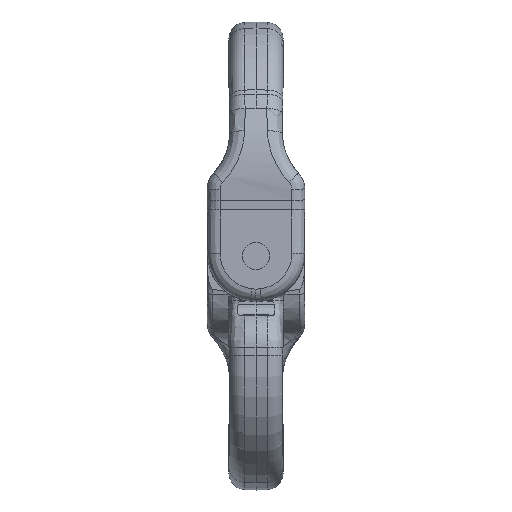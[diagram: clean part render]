
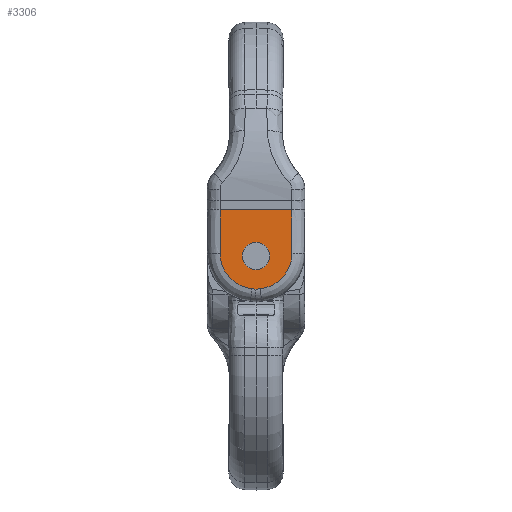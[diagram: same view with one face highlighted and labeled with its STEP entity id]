
A CAD part, left-side view. The second image highlights one B-rep face of the part: STEP entity #3306.
In plain terms, the highlighted planar face has unit normal (-1, 0, 0).
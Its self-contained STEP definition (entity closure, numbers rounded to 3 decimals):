
#648=FACE_BOUND('',#5146,.T.);
#649=FACE_BOUND('',#5147,.T.);
#808=PLANE('',#14327);
#1419=B_SPLINE_CURVE_WITH_KNOTS('',3,(#29511,#29512,#29513,#29514,#29515,
#29516),.UNSPECIFIED.,.F.,.F.,(4,2,4),(0.,0.5,1.),.UNSPECIFIED.);
#1420=B_SPLINE_CURVE_WITH_KNOTS('',3,(#29519,#29520,#29521,#29522),
 .UNSPECIFIED.,.F.,.F.,(4,4),(0.,1.),.UNSPECIFIED.);
#1421=B_SPLINE_CURVE_WITH_KNOTS('',3,(#29526,#29527,#29528,#29529),
 .UNSPECIFIED.,.F.,.F.,(4,4),(0.,1.),.UNSPECIFIED.);
#1422=B_SPLINE_CURVE_WITH_KNOTS('',3,(#29531,#29532,#29533,#29534,#29535,
#29536),.UNSPECIFIED.,.F.,.F.,(4,2,4),(0.,0.5,1.),.UNSPECIFIED.);
#1423=B_SPLINE_CURVE_WITH_KNOTS('',3,(#29538,#29539,#29540,#29541),
 .UNSPECIFIED.,.F.,.F.,(4,4),(0.,1.),.UNSPECIFIED.);
#1424=B_SPLINE_CURVE_WITH_KNOTS('',3,(#29543,#29544,#29545,#29546),
 .UNSPECIFIED.,.F.,.F.,(4,4),(0.,1.),.UNSPECIFIED.);
#2289=LINE('',#29524,#2681);
#2681=VECTOR('',#16226,1.);
#3306=ADVANCED_FACE('',(#648,#649),#808,.F.);
#5146=EDGE_LOOP('',(#7845));
#5147=EDGE_LOOP('',(#7846,#7847,#7848,#7849,#7850,#7851,#7852));
#7845=ORIENTED_EDGE('',*,*,#12172,.T.);
#7846=ORIENTED_EDGE('',*,*,#12173,.T.);
#7847=ORIENTED_EDGE('',*,*,#12174,.T.);
#7848=ORIENTED_EDGE('',*,*,#12175,.T.);
#7849=ORIENTED_EDGE('',*,*,#12176,.T.);
#7850=ORIENTED_EDGE('',*,*,#12177,.T.);
#7851=ORIENTED_EDGE('',*,*,#12178,.T.);
#7852=ORIENTED_EDGE('',*,*,#12179,.T.);
#10475=VERTEX_POINT('',#29510);
#10476=VERTEX_POINT('',#29517);
#10477=VERTEX_POINT('',#29518);
#10478=VERTEX_POINT('',#29523);
#10479=VERTEX_POINT('',#29525);
#10480=VERTEX_POINT('',#29530);
#10481=VERTEX_POINT('',#29537);
#10482=VERTEX_POINT('',#29542);
#12172=EDGE_CURVE('',#10475,#10475,#13450,.T.);
#12173=EDGE_CURVE('',#10476,#10477,#1419,.T.);
#12174=EDGE_CURVE('',#10477,#10478,#1420,.T.);
#12175=EDGE_CURVE('',#10478,#10479,#2289,.T.);
#12176=EDGE_CURVE('',#10479,#10480,#1421,.T.);
#12177=EDGE_CURVE('',#10480,#10481,#1422,.T.);
#12178=EDGE_CURVE('',#10481,#10482,#1423,.T.);
#12179=EDGE_CURVE('',#10482,#10476,#1424,.T.);
#13450=CIRCLE('',#14326,2.5);
#14326=AXIS2_PLACEMENT_3D('',#29509,#16224,#16225);
#14327=AXIS2_PLACEMENT_3D('',#29547,#16227,#16228);
#16224=DIRECTION('',(1.,0.,0.));
#16225=DIRECTION('',(0.,0.,-1.));
#16226=DIRECTION('',(0.,1.,0.));
#16227=DIRECTION('',(1.,0.,0.));
#16228=DIRECTION('',(0.,0.,-1.));
#29509=CARTESIAN_POINT('',(-26.6,0.,29.5));
#29510=CARTESIAN_POINT('',(-26.6,0.,27.));
#29511=CARTESIAN_POINT('',(-26.6,-0.76,23.593));
#29512=CARTESIAN_POINT('',(-26.6,-2.339,23.759));
#29513=CARTESIAN_POINT('',(-26.6,-3.793,24.504));
#29514=CARTESIAN_POINT('',(-26.6,-5.902,26.839));
#29515=CARTESIAN_POINT('',(-26.6,-6.5,28.367));
#29516=CARTESIAN_POINT('',(-26.6,-6.5,29.968));
#29517=CARTESIAN_POINT('',(-26.6,-0.76,23.593));
#29518=CARTESIAN_POINT('',(-26.6,-6.5,29.968));
#29519=CARTESIAN_POINT('',(-26.6,-6.5,29.968));
#29520=CARTESIAN_POINT('',(-26.6,-6.5,32.588));
#29521=CARTESIAN_POINT('',(-26.6,-6.5,35.209));
#29522=CARTESIAN_POINT('',(-26.6,-6.5,37.83));
#29523=CARTESIAN_POINT('',(-26.6,-6.5,37.83));
#29524=CARTESIAN_POINT('',(-26.6,-12.,37.83));
#29525=CARTESIAN_POINT('',(-26.6,6.5,37.83));
#29526=CARTESIAN_POINT('',(-26.6,6.5,37.83));
#29527=CARTESIAN_POINT('',(-26.6,6.5,35.209));
#29528=CARTESIAN_POINT('',(-26.6,6.5,32.588));
#29529=CARTESIAN_POINT('',(-26.6,6.5,29.968));
#29530=CARTESIAN_POINT('',(-26.6,6.5,29.968));
#29531=CARTESIAN_POINT('',(-26.6,6.5,29.968));
#29532=CARTESIAN_POINT('',(-26.6,6.5,28.367));
#29533=CARTESIAN_POINT('',(-26.6,5.902,26.839));
#29534=CARTESIAN_POINT('',(-26.6,3.793,24.504));
#29535=CARTESIAN_POINT('',(-26.6,2.339,23.759));
#29536=CARTESIAN_POINT('',(-26.6,0.76,23.593));
#29537=CARTESIAN_POINT('',(-26.6,0.76,23.593));
#29538=CARTESIAN_POINT('',(-26.6,0.76,23.593));
#29539=CARTESIAN_POINT('',(-26.6,0.506,23.566));
#29540=CARTESIAN_POINT('',(-26.6,0.253,23.539));
#29541=CARTESIAN_POINT('',(-26.6,0.,23.513));
#29542=CARTESIAN_POINT('',(-26.6,0.,23.513));
#29543=CARTESIAN_POINT('',(-26.6,0.,23.513));
#29544=CARTESIAN_POINT('',(-26.6,-0.253,23.539));
#29545=CARTESIAN_POINT('',(-26.6,-0.506,23.566));
#29546=CARTESIAN_POINT('',(-26.6,-0.76,23.593));
#29547=CARTESIAN_POINT('',(-26.6,-12.,37.83));
